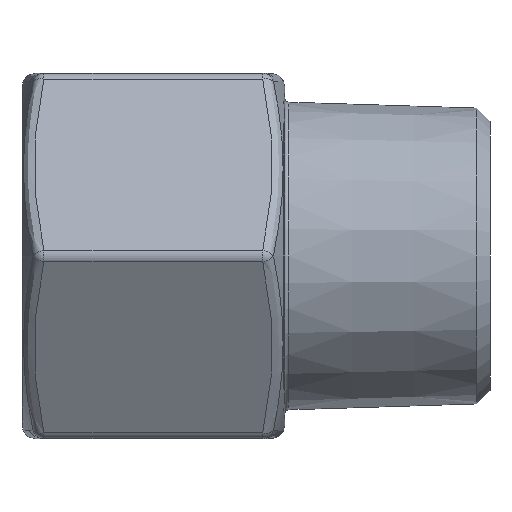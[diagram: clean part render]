
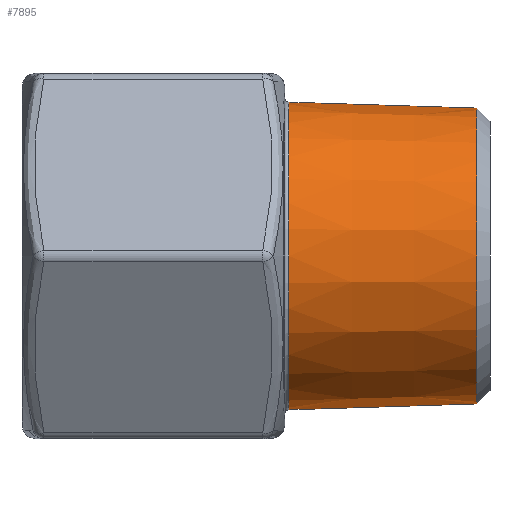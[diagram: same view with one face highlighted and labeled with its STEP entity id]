
A CAD part, front view. The second image highlights one B-rep face of the part: STEP entity #7895.
In plain terms, the highlighted conical face has half-angle 1.79 degrees and reference radius 12.959 mm.
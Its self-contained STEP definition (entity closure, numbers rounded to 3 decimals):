
#1044 = AXIS2_PLACEMENT_3D ( 'NONE', #6662, #6852, #8352 ) ;
#2007 = CARTESIAN_POINT ( 'NONE',  ( 39.84, 0., 0. ) ) ;
#2817 = EDGE_LOOP ( 'NONE', ( #8427, #12084, #13186, #15401 ) ) ;
#3072 = CONICAL_SURFACE ( 'NONE', #4127, 12.959, 0.031 ) ;
#3224 = VERTEX_POINT ( 'NONE', #10164 ) ;
#4008 = VECTOR ( 'NONE', #4152, 1000. ) ;
#4127 = AXIS2_PLACEMENT_3D ( 'NONE', #7454, #19505, #10447 ) ;
#4152 = DIRECTION ( 'NONE',  ( -1., 0., -0.031 ) ) ;
#5242 = FACE_OUTER_BOUND ( 'NONE', #2817, .T. ) ;
#5264 = EDGE_CURVE ( 'NONE', #5443, #3224, #8100, .T. ) ;
#5286 = DIRECTION ( 'NONE',  ( 0., 0., 1. ) ) ;
#5443 = VERTEX_POINT ( 'NONE', #9225 ) ;
#5853 = CARTESIAN_POINT ( 'NONE',  ( 39.84, 0., -12.959 ) ) ;
#6236 = EDGE_CURVE ( 'NONE', #14910, #7119, #6384, .T. ) ;
#6384 = CIRCLE ( 'NONE', #1044, 13.474 ) ;
#6662 = CARTESIAN_POINT ( 'NONE',  ( 23.388, 0., 0. ) ) ;
#6826 = EDGE_CURVE ( 'NONE', #5443, #7119, #18220, .T. ) ;
#6852 = DIRECTION ( 'NONE',  ( 1., 0., 0. ) ) ;
#7119 = VERTEX_POINT ( 'NONE', #14306 ) ;
#7211 = EDGE_CURVE ( 'NONE', #3224, #14910, #13466, .T. ) ;
#7218 = DIRECTION ( 'NONE',  ( -1., 0., 0.031 ) ) ;
#7454 = CARTESIAN_POINT ( 'NONE',  ( 39.84, 0., 0. ) ) ;
#7895 = ADVANCED_FACE ( 'NONE', ( #5242 ), #3072, .T. ) ;
#7916 = CARTESIAN_POINT ( 'NONE',  ( 23.388, 0., 13.474 ) ) ;
#8100 = CIRCLE ( 'NONE', #14115, 12.959 ) ;
#8352 = DIRECTION ( 'NONE',  ( 0., 0., 1. ) ) ;
#8427 = ORIENTED_EDGE ( 'NONE', *, *, #6826, .F. ) ;
#9225 = CARTESIAN_POINT ( 'NONE',  ( 39.84, 0., -12.959 ) ) ;
#9385 = VECTOR ( 'NONE', #7218, 1000. ) ;
#10164 = CARTESIAN_POINT ( 'NONE',  ( 39.84, 0., 12.959 ) ) ;
#10447 = DIRECTION ( 'NONE',  ( 0., 0., 1. ) ) ;
#12084 = ORIENTED_EDGE ( 'NONE', *, *, #5264, .T. ) ;
#13186 = ORIENTED_EDGE ( 'NONE', *, *, #7211, .T. ) ;
#13466 = LINE ( 'NONE', #14886, #9385 ) ;
#14115 = AXIS2_PLACEMENT_3D ( 'NONE', #2007, #17152, #5286 ) ;
#14306 = CARTESIAN_POINT ( 'NONE',  ( 23.388, 0., -13.474 ) ) ;
#14886 = CARTESIAN_POINT ( 'NONE',  ( 39.84, 0., 12.959 ) ) ;
#14910 = VERTEX_POINT ( 'NONE', #7916 ) ;
#15401 = ORIENTED_EDGE ( 'NONE', *, *, #6236, .T. ) ;
#17152 = DIRECTION ( 'NONE',  ( -1., 0., 0. ) ) ;
#18220 = LINE ( 'NONE', #5853, #4008 ) ;
#19505 = DIRECTION ( 'NONE',  ( -1., 0., 0. ) ) ;
